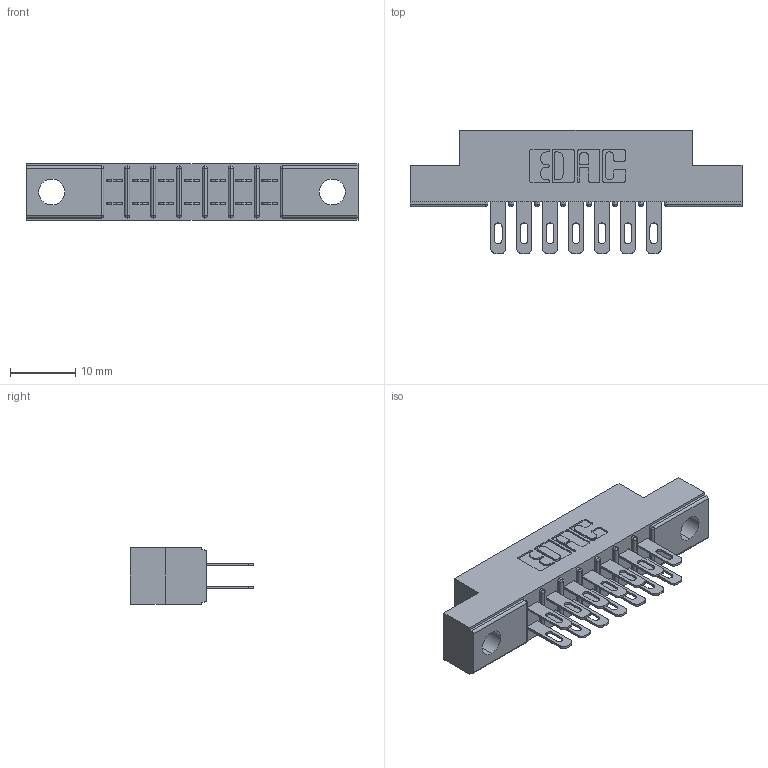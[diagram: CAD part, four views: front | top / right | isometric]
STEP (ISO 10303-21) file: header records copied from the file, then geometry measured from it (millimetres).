
FILE_DESCRIPTION (( 'STEP AP203' ), '1' );
FILE_NAME ('305-014-500-204.STEP', '2019-09-09T11:35:19', ( '' ), ( '' ), 'SwSTEP 2.0', 'SolidWorks 2016', '' );
FILE_SCHEMA (( 'CONFIG_CONTROL_DESIGN' ));
Length unit declared in the file: inch
Products named in the file (3): 305-290-001_500; 305 Part_.156 Dia; 305-014-500-204
Assembly tree (15 placements, depth 2):
  305-014-500-204
    305 Part_.156 Dia
    305-290-001_500  x14
Bounding box: 50.75 x 18.85 x 8.71 mm (x, y, z)
Volume: 3139 mm3; surface area: 5204.8 mm2
Topology: 15 solids, 15 shells, 830 faces, 2361 edges, 1534 vertices
Faces by surface type: plane 474, cylinder 328, sphere 28
Entity records: 12280 total; most frequent: CARTESIAN_POINT 2037, ORIENTED_EDGE 2014, DIRECTION 1993, EDGE_CURVE 1007, LINE 781, VECTOR 781, VERTEX_POINT 650, AXIS2_PLACEMENT_3D 606
